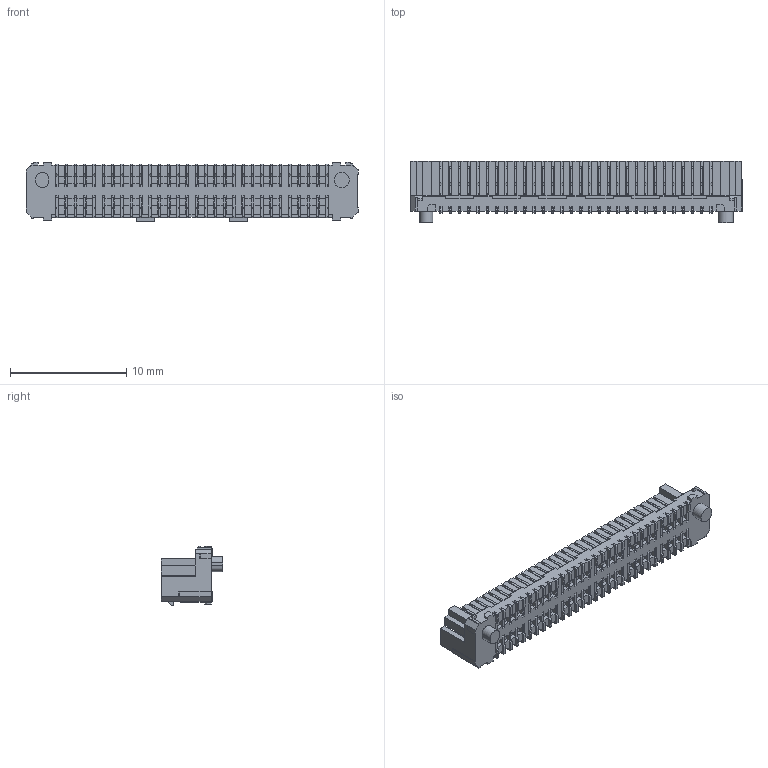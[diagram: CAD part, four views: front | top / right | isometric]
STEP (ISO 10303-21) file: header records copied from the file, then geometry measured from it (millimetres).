
FILE_DESCRIPTION(('FreeCAD Model'),'2;1');
FILE_NAME('Open CASCADE Shape Model','2024-10-29T17:45:46',('Author'),( ''),'Open CASCADE STEP processor 7.6','FreeCAD','Unknown');
FILE_SCHEMA(('AUTOMOTIVE_DESIGN { 1 0 10303 214 1 1 1 1 }'));
Length unit declared in the file: millimetre
Products named in the file (6): LSEM-130-03.0-L-DV-A-N-K-TR; LSEM-30-03.0-L-DV-A-N-K-TR_t1; LSEM-30-03.0-DV-L_p1; LSEM-30-03.0-DV-L_p1_2; LSEM-30-03.0-DV_p2; LSEM-30-03.0-DV_p22
Assembly tree (5 placements, depth 2):
  LSEM-130-03.0-L-DV-A-N-K-TR
    LSEM-30-03.0-L-DV-A-N-K-TR_t1
    LSEM-30-03.0-DV-L_p1
    LSEM-30-03.0-DV-L_p1_2
    LSEM-30-03.0-DV_p2
    LSEM-30-03.0-DV_p22
Bounding box: 28.5 x 5.3 x 5.13 mm (x, y, z)
Volume: 312.4 mm3; surface area: 1633.1 mm2
Topology: 5 solids, 5 shells, 2593 faces, 8000 edges, 5330 vertices
Faces by surface type: plane 2008, cylinder 585
Full cylindrical faces by diameter (mm): 1.32 x1
Entity records: 88809 total; most frequent: ORIENTED_EDGE 16000, CARTESIAN_POINT 15930, DIRECTION 14367, EDGE_CURVE 8000, LINE 6829, VECTOR 6829, VERTEX_POINT 5330, AXIS2_PLACEMENT_3D 3769
